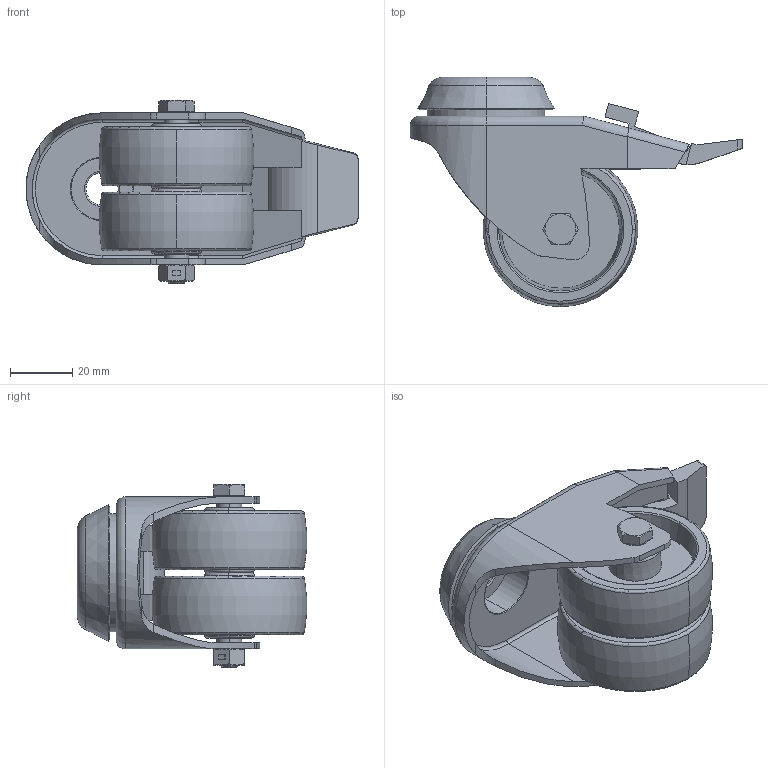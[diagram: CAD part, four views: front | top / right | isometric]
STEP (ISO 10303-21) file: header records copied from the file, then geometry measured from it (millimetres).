
FILE_DESCRIPTION (( 'STEP AP214' ), '1' );
FILE_NAME ('0010954INF_L-AD-PAA-050-G-1-DSN_(A-01).step', '2019-03-22T13:07:25', ( '' ), ( '' ), 'SwSTEP 2.0', 'SolidWorks 2018', '' );
FILE_SCHEMA (( 'AUTOMOTIVE_DESIGN' ));
Length unit declared in the file: millimetre
Products named in the file (1): 0010954INF_L-AD-PAA-050-G-1-DSN_(A-01)
Bounding box: 107 x 73.91 x 59 mm (x, y, z)
Volume: 77931.3 mm3; surface area: 43444.7 mm2
Topology: 7 solids, 7 shells, 242 faces, 593 edges, 382 vertices
Faces by surface type: plane 98, cylinder 56, torus 44, cone 44
Entity records: 10171 total; most frequent: CARTESIAN_POINT 1570, DIRECTION 1291, ORIENTED_EDGE 1186, EDGE_CURVE 593, AXIS2_PLACEMENT_3D 523, VERTEX_POINT 382, CIRCLE 280, EDGE_LOOP 275
